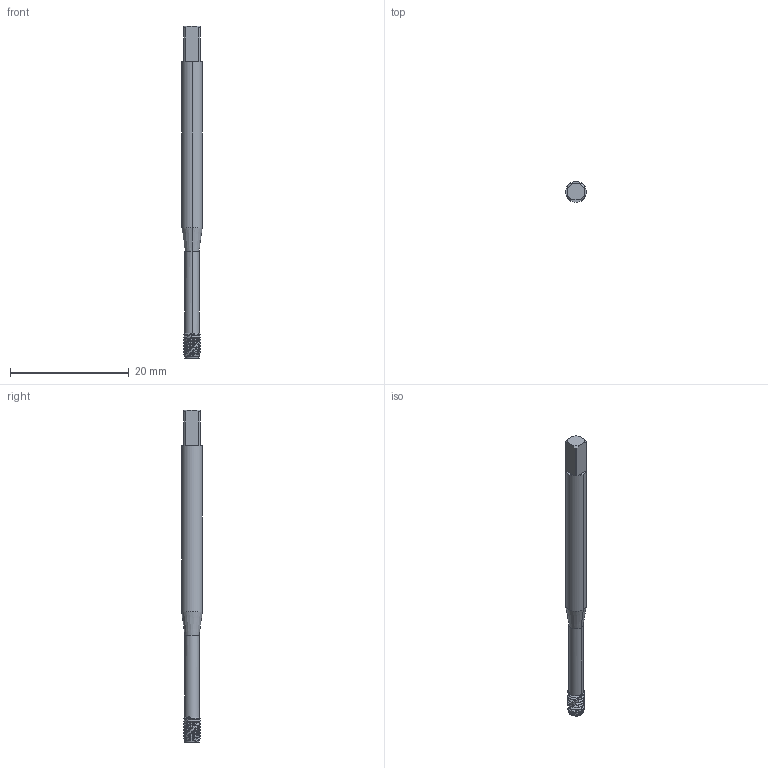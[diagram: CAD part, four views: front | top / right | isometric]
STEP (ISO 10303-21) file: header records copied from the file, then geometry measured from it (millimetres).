
FILE_DESCRIPTION(('no description'),'unknown implementation level');
FILE_NAME('solid_XZi3_il4HP8ynXdg3G_6zILcG4_1.STP',' ',('CIM GmbH Aachen'),('CADClick - KiM GmbH - www.kimweb.de'),'unknown preprocess','ACIS','unknown authorization');
FILE_SCHEMA(('automotive_design'));
Length unit declared in the file: millimetre
Products named in the file (2): 1; 2
Bounding box: 3.5 x 3.5 x 56 mm (x, y, z)
Volume: 424.8 mm3; surface area: 640.7 mm2
Topology: 2 solids, 2 shells, 209 faces, 586 edges, 379 vertices
Faces by surface type: cone 103, cylinder 80, plane 17, bspline 6, revolution 3
Entity records: 16355 total; most frequent: CARTESIAN_POINT 4777, STYLED_ITEM 1174, PRESENTATION_STYLE_ASSIGNMENT 1174, COLOUR_RGB 1174, ORIENTED_EDGE 1168, DIRECTION 959, EDGE_CURVE 584, CURVE_STYLE 584
